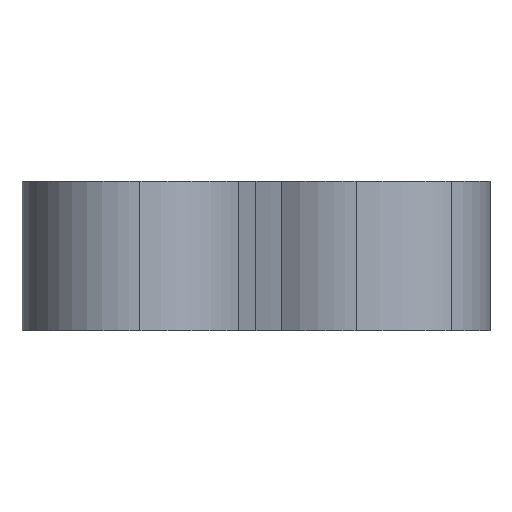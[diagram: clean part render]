
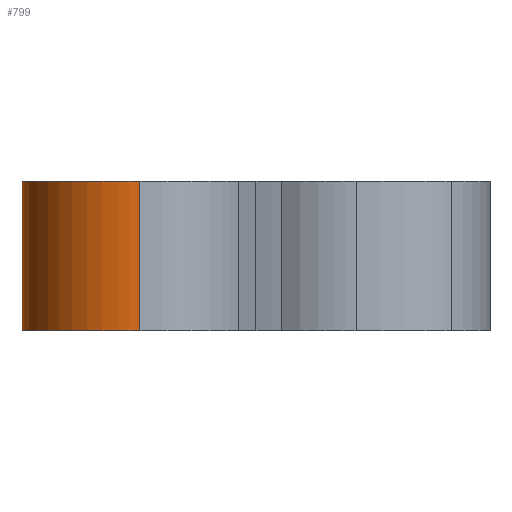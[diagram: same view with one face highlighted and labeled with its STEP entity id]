
A CAD part, left-side view. The second image highlights one B-rep face of the part: STEP entity #799.
In plain terms, the highlighted free-form (B-spline) face has degree [2, 1] with [4, 2] control points.
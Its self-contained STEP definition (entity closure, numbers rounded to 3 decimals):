
#50=B_SPLINE_CURVE_WITH_KNOTS('',2,(#1427,#1428,#1429,#1430),
 .UNSPECIFIED.,.F.,.F.,(3,1,3),(0.,1.,2.),.UNSPECIFIED.);
#51=B_SPLINE_CURVE_WITH_KNOTS('',2,(#1432,#1433,#1434,#1435),
 .UNSPECIFIED.,.F.,.F.,(3,1,3),(0.,1.,2.),.UNSPECIFIED.);
#71=B_SPLINE_SURFACE_WITH_KNOTS('',2,1,((#1418,#1419),(#1420,#1421),(#1422,
#1423),(#1424,#1425)),.UNSPECIFIED.,.F.,.F.,.F.,(3,1,3),(2,2),(0.,1.,2.),
(0.,1.),.UNSPECIFIED.);
#116=FACE_OUTER_BOUND('',#160,.T.);
#160=EDGE_LOOP('',(#680,#681,#682,#683));
#238=LINE('',#1417,#314);
#239=LINE('',#1436,#315);
#314=VECTOR('',#975,10.);
#315=VECTOR('',#976,10.);
#388=VERTEX_POINT('',#1407);
#389=VERTEX_POINT('',#1412);
#390=VERTEX_POINT('',#1426);
#391=VERTEX_POINT('',#1431);
#500=EDGE_CURVE('',#388,#389,#238,.T.);
#501=EDGE_CURVE('',#390,#388,#50,.T.);
#502=EDGE_CURVE('',#391,#389,#51,.T.);
#503=EDGE_CURVE('',#390,#391,#239,.T.);
#680=ORIENTED_EDGE('',*,*,#501,.T.);
#681=ORIENTED_EDGE('',*,*,#500,.T.);
#682=ORIENTED_EDGE('',*,*,#502,.F.);
#683=ORIENTED_EDGE('',*,*,#503,.F.);
#799=ADVANCED_FACE('',(#116),#71,.T.);
#975=DIRECTION('',(0.,0.,1.));
#976=DIRECTION('',(0.,0.,1.));
#1407=CARTESIAN_POINT('',(-20.836,12.661,0.));
#1412=CARTESIAN_POINT('',(-20.836,12.661,10.));
#1417=CARTESIAN_POINT('',(-20.836,12.661,0.));
#1418=CARTESIAN_POINT('Ctrl Pts',(-11.792,20.563,0.));
#1419=CARTESIAN_POINT('Ctrl Pts',(-11.792,20.563,10.));
#1420=CARTESIAN_POINT('Ctrl Pts',(-15.731,20.563,0.));
#1421=CARTESIAN_POINT('Ctrl Pts',(-15.731,20.563,10.));
#1422=CARTESIAN_POINT('Ctrl Pts',(-20.836,16.041,0.));
#1423=CARTESIAN_POINT('Ctrl Pts',(-20.836,16.041,10.));
#1424=CARTESIAN_POINT('Ctrl Pts',(-20.836,12.661,0.));
#1425=CARTESIAN_POINT('Ctrl Pts',(-20.836,12.661,10.));
#1426=CARTESIAN_POINT('',(-11.792,20.563,0.));
#1427=CARTESIAN_POINT('Ctrl Pts',(-11.792,20.563,0.));
#1428=CARTESIAN_POINT('Ctrl Pts',(-15.731,20.563,0.));
#1429=CARTESIAN_POINT('Ctrl Pts',(-20.836,16.041,0.));
#1430=CARTESIAN_POINT('Ctrl Pts',(-20.836,12.661,0.));
#1431=CARTESIAN_POINT('',(-11.792,20.563,10.));
#1432=CARTESIAN_POINT('Ctrl Pts',(-11.792,20.563,10.));
#1433=CARTESIAN_POINT('Ctrl Pts',(-15.731,20.563,10.));
#1434=CARTESIAN_POINT('Ctrl Pts',(-20.836,16.041,10.));
#1435=CARTESIAN_POINT('Ctrl Pts',(-20.836,12.661,10.));
#1436=CARTESIAN_POINT('',(-11.792,20.563,0.));
